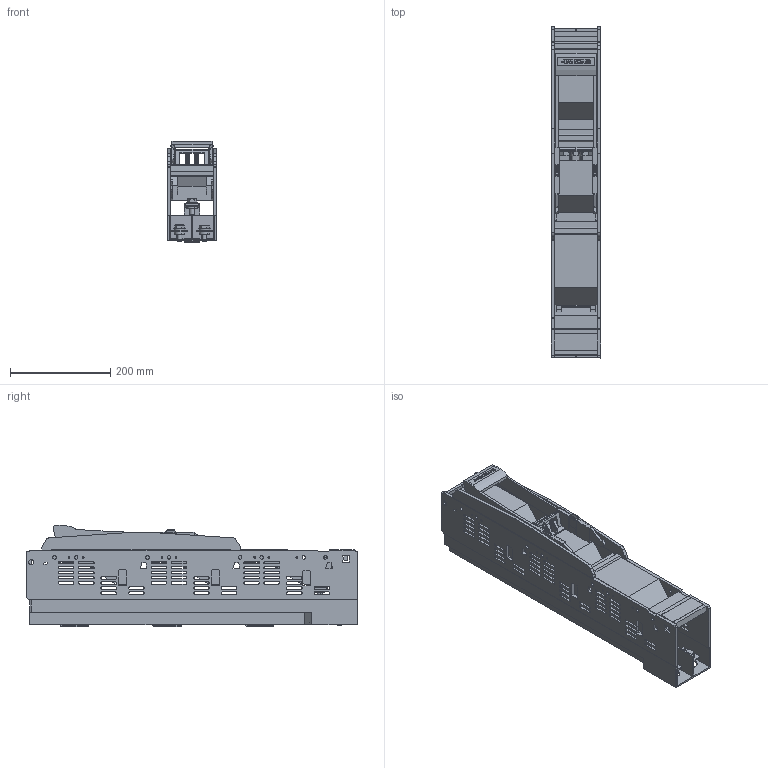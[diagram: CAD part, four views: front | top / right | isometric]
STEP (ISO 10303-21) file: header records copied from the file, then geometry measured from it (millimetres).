
FILE_DESCRIPTION(('CATIA V5 STEP'),'2;1');
FILE_NAME('L1031001_L_NH-Sicherungslastschaltleiste_SL1-3x3_3a.stp','2014-05-12T15:33:48+00:00',('none'),('Jean Müller GmbH'),'CATIA Version 5 Release 19 SP 9 (IN-10)','CATIA V5 STEP AP214','none');
FILE_SCHEMA(('AUTOMOTIVE_DESIGN { 1 0 10303 214 1 1 1 1 }'));
Products named in the file (20): L1031001_L_NH-Sicherungslastschaltleiste SL1-3x3/3a; 802874_L03_Leistendeckel D-SL10/3x3; 33609_02_L_Leistendeckel SL10/3x3; 804359_L_Seitenwaende kpl; 33613_L01_Anschlussraumklappe; 33620_L_Griff D-SL10/3x3; 33621_L_Fuehrung  D-SL10/3x3; 33619_L_Verbindungsstange D-SL10/3x3; 33626_L01_Griffkennzeichnung JM; 33626_L02_Griffkennzeichnung; 804188_L01_NH-Leistenunterteil SL1/3a; 60240_Setzmutter_M10; 66903_Spannscheibe DIN6796 -10; 65746_Sechskantschraube M10x25; 33501_L01_Traegerteil L123_10_Lite Version; 51260_L_Verbindungswinkel; 54577_L_Verbindungswinkel; 158012_01_L_Anschlussschiene L1 D14; 158013_01_L_Anschlussschiene L2; 150027_L_Anschlusswinkel L3/L1
Assembly tree (29 placements, depth 3):
  L1031001_L_NH-Sicherungslastschaltleiste SL1-3x3/3a
    802874_L03_Leistendeckel D-SL10/3x3
      33609_02_L_Leistendeckel SL10/3x3  x3
      804359_L_Seitenwaende kpl
      33613_L01_Anschlussraumklappe
      33620_L_Griff D-SL10/3x3
      33621_L_Fuehrung  D-SL10/3x3
      33619_L_Verbindungsstange D-SL10/3x3  x2
    33626_L01_Griffkennzeichnung JM
    33626_L02_Griffkennzeichnung
    804188_L01_NH-Leistenunterteil SL1/3a
      60240_Setzmutter_M10  x3
      66903_Spannscheibe DIN6796 -10  x3
      65746_Sechskantschraube M10x25  x3
      33501_L01_Traegerteil L123_10_Lite Version
      51260_L_Verbindungswinkel  x2
      54577_L_Verbindungswinkel
      158012_01_L_Anschlussschiene L1 D14
      158013_01_L_Anschlussschiene L2
      150027_L_Anschlusswinkel L3/L1
Bounding box: 99 x 661.98 x 202.77 mm (x, y, z)
Volume: 4431257 mm3; surface area: 930647.9 mm2
Topology: 41 solids, 41 shells, 2460 faces, 6879 edges, 4492 vertices
Faces by surface type: plane 1463, cylinder 823, bspline 128, cone 42, extrusion 4
Entity records: 84283 total; most frequent: CARTESIAN_POINT 19165, ORIENTED_EDGE 12800, DIRECTION 9895, EDGE_CURVE 6400, VECTOR 4532, LINE 4528, VERTEX_POINT 4194, AXIS2_PLACEMENT_3D 3344
